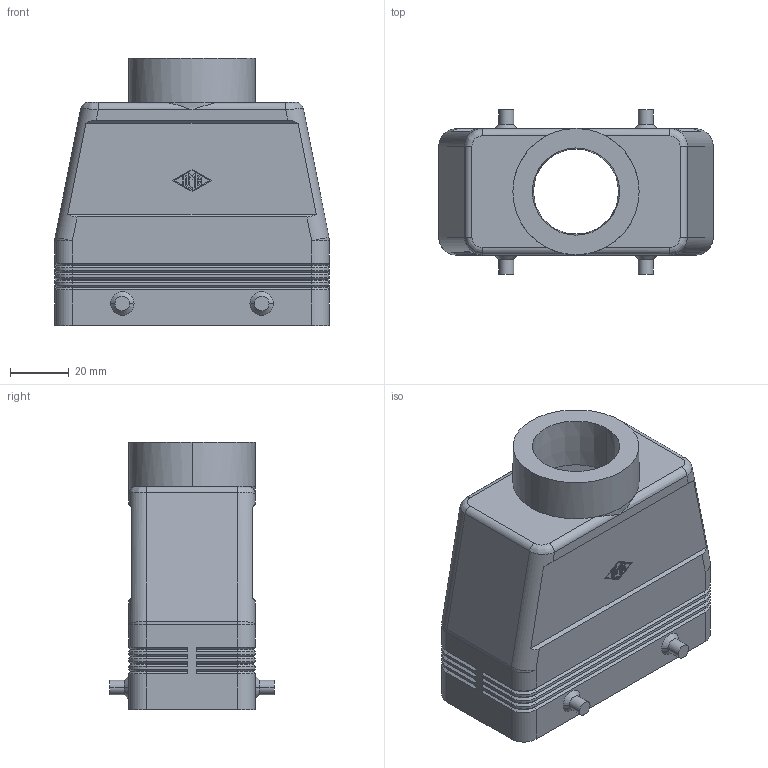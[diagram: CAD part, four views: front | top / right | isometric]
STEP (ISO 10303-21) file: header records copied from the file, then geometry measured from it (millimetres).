
FILE_DESCRIPTION(('Creo Elements/Direct Modeling STEP Export'),'2;1');
FILE_NAME('CAVT_16_6.stp','2012-12-18T10:09:25',(''),(''),'Creo Elements/Direct Modeling STEP processor for AP214 (Solid Model)','Creo Elements/Direct Modeling 18.0B 02-Dec-2011 (C) Parametric Technology GmbH','');
FILE_SCHEMA(('AUTOMOTIVE_DESIGN { 1 0 10303 214 1 1 1 1 }'));
Length unit declared in the file: millimetre
Products named in the file (1): MSBO6839
Bounding box: 93.5 x 56 x 91 mm (x, y, z)
Volume: 82426.5 mm3; surface area: 46560.1 mm2
Topology: 1 solids, 1 shells, 334 faces, 812 edges, 491 vertices
Faces by surface type: plane 178, cylinder 97, cone 51, bspline 4, sphere 4
Entity records: 12179 total; most frequent: CARTESIAN_POINT 1886, ORIENTED_EDGE 1608, DIRECTION 1555, EDGE_CURVE 804, VECTOR 547, LINE 547, AXIS2_PLACEMENT_3D 504, VERTEX_POINT 491
